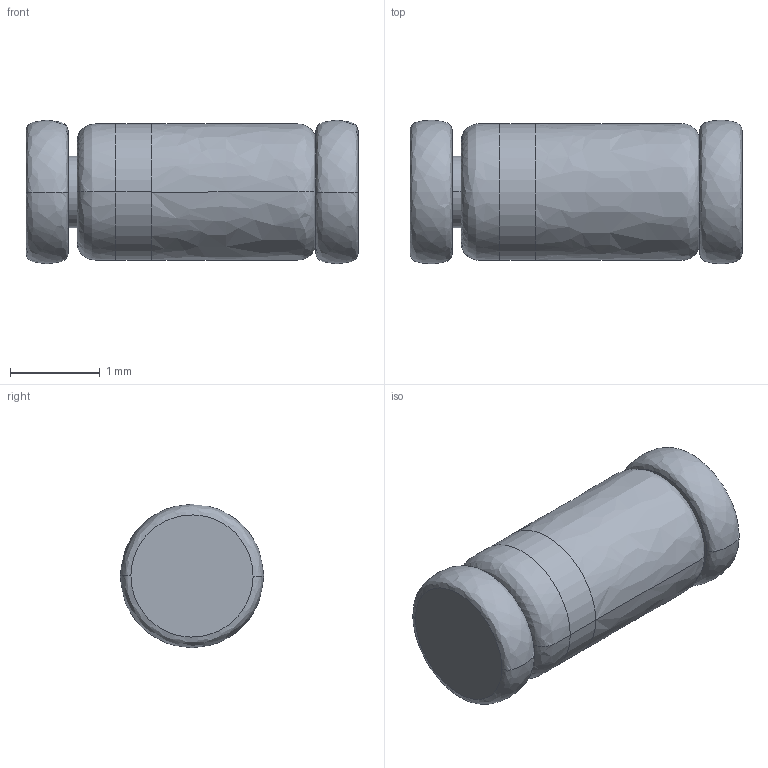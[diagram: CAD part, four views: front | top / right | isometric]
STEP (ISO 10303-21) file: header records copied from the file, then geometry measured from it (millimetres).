
FILE_DESCRIPTION (( 'STEP AP214' ), '1' );
FILE_NAME ('MiniMelfDiode.STEP', '2015-03-22T00:24:59', ( '' ), ( '' ), 'SwSTEP 2.0', 'SolidWorks 2014', '' );
FILE_SCHEMA (( 'AUTOMOTIVE_DESIGN' ));
Length unit declared in the file: inch
Products named in the file (1): MiniMelfDiode
Bounding box: 3.7 x 1.6 x 1.6 mm (x, y, z)
Surface area: 28.3 mm2 (no closed solid volume)
Topology: 0 solids, 6 shells, 20 faces, 36 edges, 24 vertices
Faces by surface type: bspline 10, plane 8, cylinder 2
Entity records: 1567 total; most frequent: CARTESIAN_POINT 943, ORIENTED_EDGE 64, DIRECTION 48, EDGE_CURVE 36, DIMENSIONAL_EXPONENTS 25, LENGTH_MEASURE_WITH_UNIT 25, UNCERTAINTY_MEASURE_WITH_UNIT 25, SURFACE_STYLE_USAGE 24
